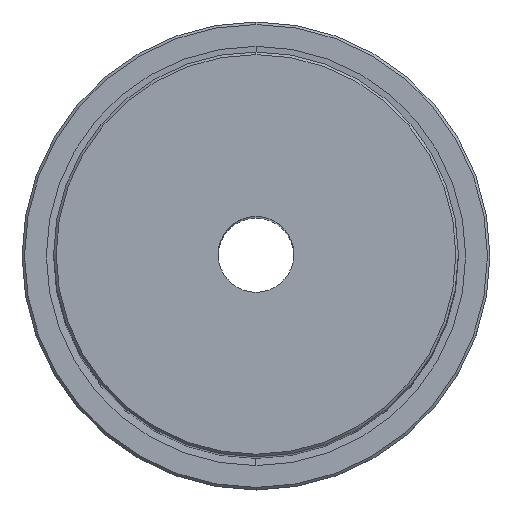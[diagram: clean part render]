
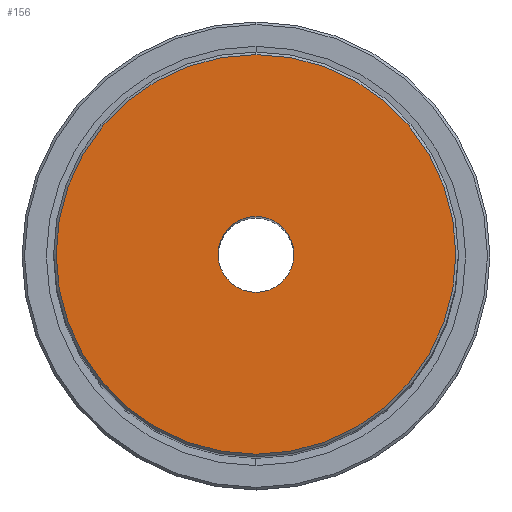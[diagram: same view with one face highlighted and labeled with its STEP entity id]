
A CAD part, top view. The second image highlights one B-rep face of the part: STEP entity #156.
In plain terms, the highlighted planar face has unit normal (0, 0, 1).
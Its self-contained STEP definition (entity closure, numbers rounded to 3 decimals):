
#136=EDGE_CURVE('NONE',#244,#160,#370,.T.);
#156=ADVANCED_FACE('NONE',(#393,#394),#395,.T.);
#160=VERTEX_POINT('NONE',#399);
#182=VERTEX_POINT('NONE',#423);
#244=VERTEX_POINT('NONE',#489);
#276=EDGE_CURVE('NONE',#160,#244,#529,.T.);
#278=VERTEX_POINT('NONE',#531);
#308=EDGE_CURVE('NONE',#278,#182,#563,.T.);
#310=EDGE_CURVE('NONE',#182,#278,#565,.T.);
#370=CIRCLE('',#625,15.8);
#393=FACE_OUTER_BOUND('',#653,.T.);
#394=FACE_BOUND('',#654,.T.);
#395=PLANE('',#655);
#399=CARTESIAN_POINT('',(0.,15.8,74.0));
#423=CARTESIAN_POINT('',(0.0,-3.,74.0));
#489=CARTESIAN_POINT('',(0.0,-15.8,74.0));
#529=CIRCLE('',#831,15.8);
#531=CARTESIAN_POINT('',(0.,3.,74.0));
#563=CIRCLE('',#875,3.);
#565=CIRCLE('',#878,3.);
#625=AXIS2_PLACEMENT_3D('',#943,#944,#945);
#653=EDGE_LOOP('',(#981,#982));
#654=EDGE_LOOP('',(#983,#984));
#655=AXIS2_PLACEMENT_3D('',#985,#986,#987);
#831=AXIS2_PLACEMENT_3D('',#1152,#1153,#1154);
#875=AXIS2_PLACEMENT_3D('',#1188,#1189,#1190);
#878=AXIS2_PLACEMENT_3D('',#1191,#1192,#1193);
#943=CARTESIAN_POINT('',(0.0,0.0,74.0));
#944=DIRECTION('',(0.0,-0.0,1.0));
#945=DIRECTION('',(0.0,1.0,0.0));
#981=ORIENTED_EDGE('',*,*,#136,.T.);
#982=ORIENTED_EDGE('',*,*,#276,.T.);
#983=ORIENTED_EDGE('',*,*,#310,.T.);
#984=ORIENTED_EDGE('',*,*,#308,.T.);
#985=CARTESIAN_POINT('',(-3.,0.0,74.0));
#986=DIRECTION('',(0.0,-0.0,1.0));
#987=DIRECTION('',(0.0,1.0,0.0));
#1152=CARTESIAN_POINT('',(0.0,0.0,74.0));
#1153=DIRECTION('',(0.0,-0.0,1.0));
#1154=DIRECTION('',(0.0,1.0,0.0));
#1188=CARTESIAN_POINT('',(0.0,0.0,74.0));
#1189=DIRECTION('',(0.0,0.0,-1.0));
#1190=DIRECTION('',(0.0,-1.0,0.0));
#1191=CARTESIAN_POINT('',(0.0,0.0,74.0));
#1192=DIRECTION('',(0.0,0.0,-1.0));
#1193=DIRECTION('',(0.0,-1.0,0.0));
